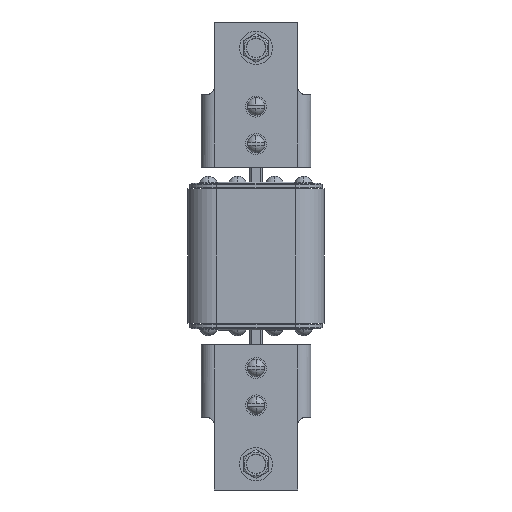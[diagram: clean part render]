
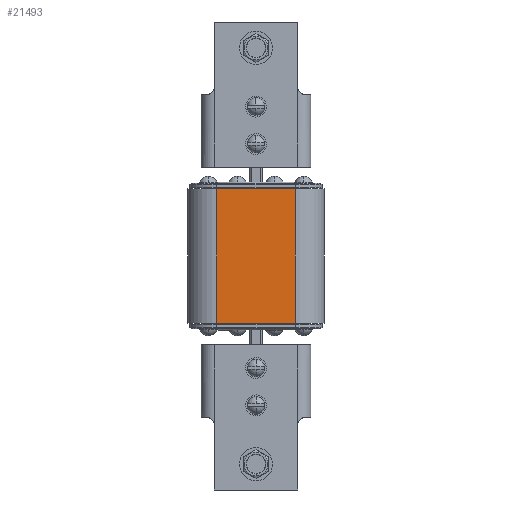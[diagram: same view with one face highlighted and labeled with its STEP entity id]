
A CAD part, front view. The second image highlights one B-rep face of the part: STEP entity #21493.
In plain terms, the highlighted planar face has unit normal (0, -1, 0).
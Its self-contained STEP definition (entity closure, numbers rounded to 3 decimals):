
#52 = VERTEX_POINT ( 'NONE', #3429 ) ;
#57 = EDGE_CURVE ( 'NONE', #59, #52, #3425, .T. ) ;
#59 = VERTEX_POINT ( 'NONE', #3417 ) ;
#3417 = CARTESIAN_POINT ( 'NONE',  ( -192.732, -33.596, 32.5 ) ) ;
#3418 = DIRECTION ( 'NONE',  ( 0., 0., -1. ) ) ;
#3419 = VECTOR ( 'NONE', #3418, 1000. ) ;
#3420 = CARTESIAN_POINT ( 'NONE',  ( -192.732, -33.596, -32.5 ) ) ;
#3425 = LINE ( 'NONE', #3420, #3419 ) ;
#3429 = CARTESIAN_POINT ( 'NONE',  ( -192.732, -33.596, -32.5 ) ) ;
#15230 = CARTESIAN_POINT ( 'NONE',  ( -154.732, -33.596, 32.5 ) ) ;
#15286 = CARTESIAN_POINT ( 'NONE',  ( -154.732, -33.596, -32.5 ) ) ;
#16673 = DIRECTION ( 'NONE',  ( 0., 0., 1. ) ) ;
#16674 = VECTOR ( 'NONE', #16673, 1000. ) ;
#16675 = CARTESIAN_POINT ( 'NONE',  ( -154.732, -33.596, -32.5 ) ) ;
#16676 = LINE ( 'NONE', #16675, #16674 ) ;
#17469 = DIRECTION ( 'NONE',  ( 1., 0., 0. ) ) ;
#17470 = VECTOR ( 'NONE', #17469, 1000. ) ;
#17471 = CARTESIAN_POINT ( 'NONE',  ( -206.732, -33.596, 32.5 ) ) ;
#17472 = LINE ( 'NONE', #17471, #17470 ) ;
#17479 = DIRECTION ( 'NONE',  ( 0., 0., -1. ) ) ;
#17480 = DIRECTION ( 'NONE',  ( 0., -1., 0. ) ) ;
#17481 = CARTESIAN_POINT ( 'NONE',  ( -206.732, -33.596, -32.5 ) ) ;
#17482 = AXIS2_PLACEMENT_3D ( 'NONE', #17481, #17480, #17479 ) ;
#17483 = PLANE ( 'NONE',  #17482 ) ;
#17484 = FACE_OUTER_BOUND ( 'NONE', #21495, .T. ) ;
#17489 = DIRECTION ( 'NONE',  ( 1., 0., 0. ) ) ;
#17490 = VECTOR ( 'NONE', #17489, 1000. ) ;
#17491 = CARTESIAN_POINT ( 'NONE',  ( -206.732, -33.596, -32.5 ) ) ;
#17492 = LINE ( 'NONE', #17491, #17490 ) ;
#20171 = VERTEX_POINT ( 'NONE', #15230 ) ;
#20203 = VERTEX_POINT ( 'NONE', #15286 ) ;
#21014 = EDGE_CURVE ( 'NONE', #20203, #20171, #16676, .T. ) ;
#21493 = ADVANCED_FACE ( 'NONE', ( #17484 ), #17483, .T. ) ;
#21495 = EDGE_LOOP ( 'NONE', ( #21497, #21499, #21501, #21505 ) ) ;
#21497 = ORIENTED_EDGE ( 'NONE', *, *, #21525, .T. ) ;
#21499 = ORIENTED_EDGE ( 'NONE', *, *, #21014, .T. ) ;
#21501 = ORIENTED_EDGE ( 'NONE', *, *, #21503, .F. ) ;
#21503 = EDGE_CURVE ( 'NONE', #59, #20171, #17472, .T. ) ;
#21505 = ORIENTED_EDGE ( 'NONE', *, *, #57, .T. ) ;
#21525 = EDGE_CURVE ( 'NONE', #52, #20203, #17492, .T. ) ;
